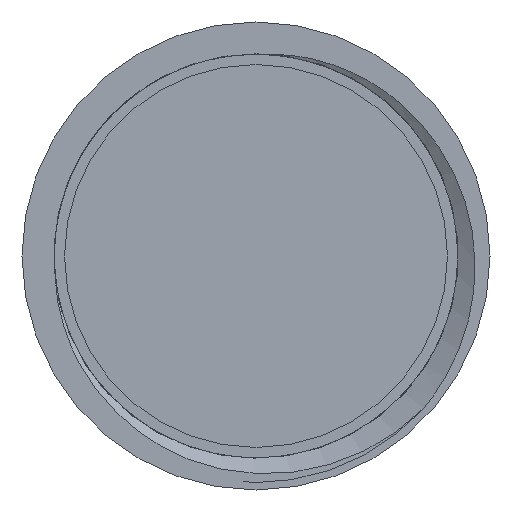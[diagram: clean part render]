
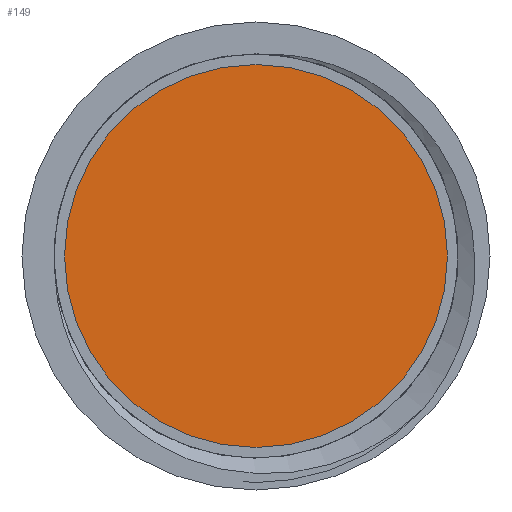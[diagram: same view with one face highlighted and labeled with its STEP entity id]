
A CAD part, front view. The second image highlights one B-rep face of the part: STEP entity #149.
In plain terms, the highlighted planar face has unit normal (0, -1, 0).
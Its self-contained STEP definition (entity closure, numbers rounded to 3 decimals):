
#53=ORIENTED_EDGE('',*,*,#83,.F.);
#83=EDGE_CURVE('',#98,#98,#108,.T.);
#98=VERTEX_POINT('',#502);
#108=CIRCLE('',#180,9.);
#117=EDGE_LOOP('',(#53));
#132=FACE_BOUND('',#117,.T.);
#142=PLANE('',#179);
#149=ADVANCED_FACE('',(#132),#142,.F.);
#179=AXIS2_PLACEMENT_3D('',#500,#208,#209);
#180=AXIS2_PLACEMENT_3D('',#501,#210,#211);
#208=DIRECTION('',(0.,1.,0.));
#209=DIRECTION('',(0.,0.,1.));
#210=DIRECTION('',(0.,1.,0.));
#211=DIRECTION('',(-1.,0.,0.));
#500=CARTESIAN_POINT('',(0.,-2.,0.));
#501=CARTESIAN_POINT('',(0.,-2.,0.));
#502=CARTESIAN_POINT('',(-9.,-2.,0.));
